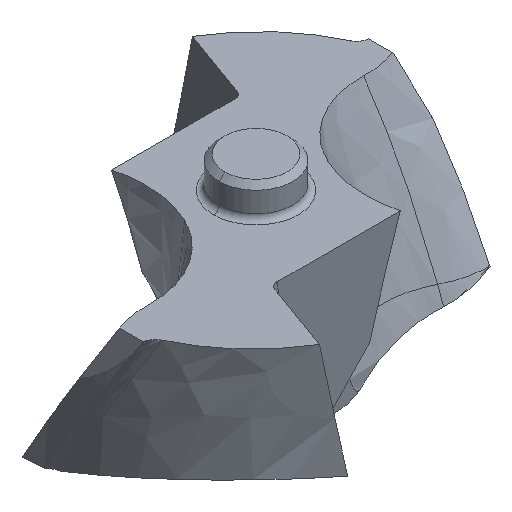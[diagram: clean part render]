
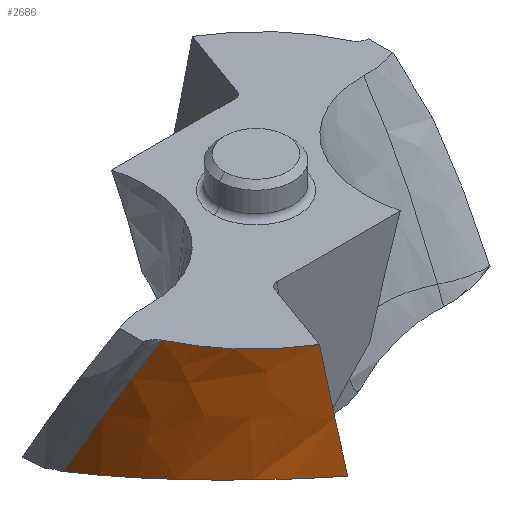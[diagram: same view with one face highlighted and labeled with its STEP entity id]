
A CAD part, isometric view. The second image highlights one B-rep face of the part: STEP entity #2686.
In plain terms, the highlighted free-form (B-spline) face has degree [3, 3] with [7, 5] control points.
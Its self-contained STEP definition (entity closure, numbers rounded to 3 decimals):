
#247=CARTESIAN_POINT('',(-2.734,-4.442,
0.));
#248=CARTESIAN_POINT('',(-3.089,-4.23,
0.));
#249=CARTESIAN_POINT('',(-3.896,-3.607,
0.));
#250=CARTESIAN_POINT('',(-4.492,-2.77,
0.));
#251=CARTESIAN_POINT('',(-4.749,-2.23,
0.));
#569=CARTESIAN_POINT('',(-5.25,-0.076,
-3.884));
#570=CARTESIAN_POINT('',(-5.247,-0.26,
-3.814));
#571=CARTESIAN_POINT('',(-5.223,-0.617,
-3.685));
#572=CARTESIAN_POINT('',(-5.135,-1.126,
-3.519));
#573=CARTESIAN_POINT('',(-5.005,-1.601,
-3.383));
#574=CARTESIAN_POINT('',(-4.834,-2.057,
-3.268));
#575=CARTESIAN_POINT('',(-4.576,-2.573,
-3.163));
#576=CARTESIAN_POINT('',(-4.277,-3.029,
-3.095));
#577=CARTESIAN_POINT('',(-3.95,-3.434,
-3.057));
#578=CARTESIAN_POINT('',(-3.577,-3.811,
-3.047));
#579=CARTESIAN_POINT('',(-3.156,-4.156,
-3.066));
#580=CARTESIAN_POINT('',(-2.709,-4.451,
-3.115));
#581=CARTESIAN_POINT('',(-2.39,-4.619,
-3.166));
#582=CARTESIAN_POINT('',(-2.227,-4.695,
-3.196));
#1040=CARTESIAN_POINT('',(-5.25,-0.076,
-3.884));
#1073=CARTESIAN_POINT('',(-5.25,-0.076,
-3.884));
#1074=CARTESIAN_POINT('',(-5.245,-0.495,
-3.126));
#1075=CARTESIAN_POINT('',(-5.144,-1.226,
-1.831));
#1076=CARTESIAN_POINT('',(-4.883,-1.941,
-0.536));
#1077=CARTESIAN_POINT('',(-4.749,-2.23,
0.));
#1082=CARTESIAN_POINT('',(-2.734,-4.442,
0.));
#1083=CARTESIAN_POINT('',(-2.687,-4.457,
-0.282));
#1084=CARTESIAN_POINT('',(-2.597,-4.486,
-0.816));
#1085=CARTESIAN_POINT('',(-2.482,-4.533,
-1.52));
#1086=CARTESIAN_POINT('',(-2.385,-4.582,
-2.133));
#1087=CARTESIAN_POINT('',(-2.301,-4.635,
-2.684));
#1088=CARTESIAN_POINT('',(-2.25,-4.675,
-3.03));
#1089=CARTESIAN_POINT('',(-2.227,-4.695,
-3.196));
#1351=CARTESIAN_POINT('',(-2.734,-4.442,
0.));
#1352=VERTEX_POINT('',#1351);
#1353=VERTEX_POINT('',#251);
#1386=VERTEX_POINT('',#1040);
#1387=VERTEX_POINT('',#582);
#2643=CARTESIAN_POINT('',(-2.442,-4.642,
-3.924));
#2644=CARTESIAN_POINT('',(-2.126,-4.742,
-3.152));
#2645=CARTESIAN_POINT('',(-1.488,-4.93,
-1.832));
#2646=CARTESIAN_POINT('',(-0.684,-5.102,
-0.512));
#2647=CARTESIAN_POINT('',(-0.322,-5.166,
0.037));
#2648=CARTESIAN_POINT('',(-2.493,-4.615,
-3.924));
#2649=CARTESIAN_POINT('',(-2.178,-4.72,
-3.152));
#2650=CARTESIAN_POINT('',(-1.542,-4.916,
-1.832));
#2651=CARTESIAN_POINT('',(-0.74,-5.097,
-0.512));
#2652=CARTESIAN_POINT('',(-0.379,-5.164,
0.037));
#2653=CARTESIAN_POINT('',(-3.078,-4.296,
-3.924));
#2654=CARTESIAN_POINT('',(-2.776,-4.456,
-3.152));
#2655=CARTESIAN_POINT('',(-2.164,-4.744,
-1.832));
#2656=CARTESIAN_POINT('',(-1.385,-5.018,
-0.512));
#2657=CARTESIAN_POINT('',(-1.033,-5.124,
0.037));
#2658=CARTESIAN_POINT('',(-4.076,-3.473,-3.924));
#2659=CARTESIAN_POINT('',(-3.82,-3.731,
-3.152));
#2660=CARTESIAN_POINT('',(-3.286,-4.188,
-1.832));
#2661=CARTESIAN_POINT('',(-2.585,-4.631,
-0.512));
#2662=CARTESIAN_POINT('',(-2.267,-4.807,
0.037));
#2663=CARTESIAN_POINT('',(-5.026,-1.861,
-3.924));
#2664=CARTESIAN_POINT('',(-4.882,-2.23,
-3.152));
#2665=CARTESIAN_POINT('',(-4.537,-2.878,
-1.832));
#2666=CARTESIAN_POINT('',(-4.026,-3.511,
-0.512));
#2667=CARTESIAN_POINT('',(-3.787,-3.767,
0.037));
#2668=CARTESIAN_POINT('',(-5.25,-0.626,
-3.924));
#2669=CARTESIAN_POINT('',(-5.201,-1.04,
-3.152));
#2670=CARTESIAN_POINT('',(-5.02,-1.764,
-1.832));
#2671=CARTESIAN_POINT('',(-4.673,-2.472,
-0.512));
#2672=CARTESIAN_POINT('',(-4.502,-2.759,
0.037));
#2673=CARTESIAN_POINT('',(-5.25,0.001,
-3.924));
#2674=CARTESIAN_POINT('',(-5.252,-0.426,
-3.152));
#2675=CARTESIAN_POINT('',(-5.158,-1.173,
-1.832));
#2676=CARTESIAN_POINT('',(-4.899,-1.905,
-0.512));
#2677=CARTESIAN_POINT('',(-4.763,-2.201,
0.037));
#2678=B_SPLINE_SURFACE_WITH_KNOTS('',3,3,((#2643,#2644,#2645,#2646,#2647),
(#2648,#2649,#2650,#2651,#2652),(#2653,#2654,#2655,#2656,#2657),(#2658,#2659,
#2660,#2661,#2662),(#2663,#2664,#2665,#2666,#2667),(#2668,#2669,#2670,#2671,
#2672),(#2673,#2674,#2675,#2676,#2677)),.UNSPECIFIED.,.F.,.F.,.F.,(4,1,1,1,4),
(4,1,4),(0.226,0.25,0.5,0.75,1.008),(
0.077,2.749,4.649),.UNSPECIFIED.);
#2679=ORIENTED_EDGE('',*,*,#2011,.F.);
#2680=ORIENTED_EDGE('',*,*,#2634,.T.);
#2681=ORIENTED_EDGE('',*,*,#1652,.F.);
#2683=ORIENTED_EDGE('',*,*,#2682,.T.);
#2684=EDGE_LOOP('',(#2679,#2680,#2681,#2683));
#2685=FACE_OUTER_BOUND('',#2684,.F.);
#252=B_SPLINE_CURVE_WITH_KNOTS('',3,(#247,#248,#249,#250,#251),.UNSPECIFIED.,
.F.,.F.,(4,1,4),(0.,0.409,1.),.UNSPECIFIED.);
#583=B_SPLINE_CURVE_WITH_KNOTS('',3,(#569,#570,#571,#572,#573,#574,#575,#576,
#577,#578,#579,#580,#581,#582),.UNSPECIFIED.,.F.,.F.,(4,1,1,1,1,1,1,1,1,1,1,4),(
0.,0.091,0.182,0.273,0.364,
0.455,0.545,0.636,0.727,
0.818,0.909,1.),.UNSPECIFIED.);
#1078=B_SPLINE_CURVE_WITH_KNOTS('',3,(#1073,#1074,#1075,#1076,#1077),
.UNSPECIFIED.,.F.,.F.,(4,1,4),(0.,0.586,1.),.UNSPECIFIED.);
#1090=B_SPLINE_CURVE_WITH_KNOTS('',3,(#1082,#1083,#1084,#1085,#1086,#1087,#1088,
#1089),.UNSPECIFIED.,.F.,.F.,(4,1,1,1,1,4),(0.,0.2,0.4,0.6,0.8,1.),
.UNSPECIFIED.);
#1652=EDGE_CURVE('',#1352,#1353,#252,.T.);
#2011=EDGE_CURVE('',#1386,#1387,#583,.T.);
#2634=EDGE_CURVE('',#1386,#1353,#1078,.T.);
#2682=EDGE_CURVE('',#1352,#1387,#1090,.T.);
#2686=ADVANCED_FACE('',(#2685),#2678,.F.);
